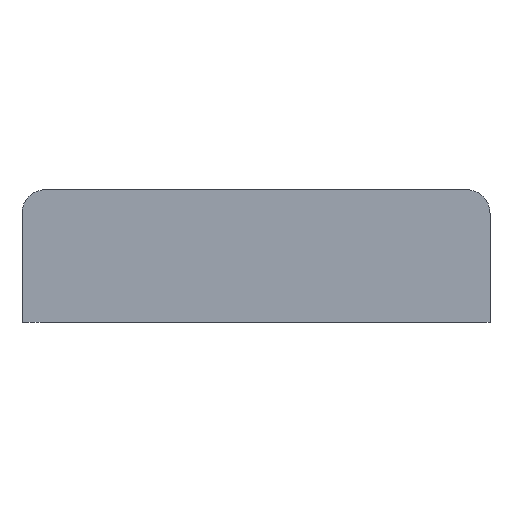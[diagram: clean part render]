
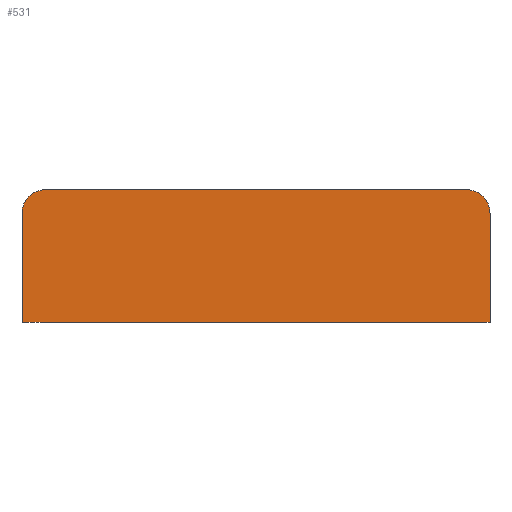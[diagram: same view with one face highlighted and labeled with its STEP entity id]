
A CAD part, front view. The second image highlights one B-rep face of the part: STEP entity #531.
In plain terms, the highlighted planar face has unit normal (0, -1, 0).
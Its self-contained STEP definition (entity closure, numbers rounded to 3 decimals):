
#33=PLANE('',#577);
#57=FACE_OUTER_BOUND('',#85,.T.);
#85=EDGE_LOOP('',(#492,#493,#494,#495,#496,#497));
#99=LINE('',#766,#157);
#123=LINE('',#820,#181);
#142=LINE('',#872,#200);
#143=LINE('',#874,#201);
#157=VECTOR('',#609,60.);
#181=VECTOR('',#651,54.);
#200=VECTOR('',#718,14.);
#201=VECTOR('',#721,14.);
#209=CIRCLE('',#547,3.);
#212=CIRCLE('',#553,3.);
#238=VERTEX_POINT('',#763);
#239=VERTEX_POINT('',#765);
#242=VERTEX_POINT('',#777);
#243=VERTEX_POINT('',#778);
#260=VERTEX_POINT('',#819);
#261=VERTEX_POINT('',#823);
#289=EDGE_CURVE('',#238,#239,#99,.T.);
#295=EDGE_CURVE('',#242,#243,#209,.T.);
#317=EDGE_CURVE('',#243,#260,#123,.T.);
#319=EDGE_CURVE('',#260,#261,#212,.T.);
#344=EDGE_CURVE('',#242,#239,#142,.T.);
#345=EDGE_CURVE('',#261,#238,#143,.T.);
#492=ORIENTED_EDGE('',*,*,#295,.F.);
#493=ORIENTED_EDGE('',*,*,#344,.T.);
#494=ORIENTED_EDGE('',*,*,#289,.F.);
#495=ORIENTED_EDGE('',*,*,#345,.F.);
#496=ORIENTED_EDGE('',*,*,#319,.F.);
#497=ORIENTED_EDGE('',*,*,#317,.F.);
#531=ADVANCED_FACE('',(#57),#33,.T.);
#547=AXIS2_PLACEMENT_3D('',#779,#622,#623);
#553=AXIS2_PLACEMENT_3D('',#824,#655,#656);
#577=AXIS2_PLACEMENT_3D('',#875,#722,#723);
#609=DIRECTION('',(-1.,0.,0.));
#622=DIRECTION('center_axis',(0.,1.,0.));
#623=DIRECTION('ref_axis',(-0.707,0.,0.707));
#651=DIRECTION('',(1.,0.,0.));
#655=DIRECTION('center_axis',(0.,1.,0.));
#656=DIRECTION('ref_axis',(0.707,0.,0.707));
#718=DIRECTION('',(0.,0.,-1.));
#721=DIRECTION('',(0.,0.,-1.));
#722=DIRECTION('center_axis',(0.,-1.,0.));
#723=DIRECTION('ref_axis',(1.,0.,0.));
#763=CARTESIAN_POINT('',(30.,-9.25,-8.5));
#765=CARTESIAN_POINT('',(-30.,-9.25,-8.5));
#766=CARTESIAN_POINT('',(30.,-9.25,-8.5));
#777=CARTESIAN_POINT('',(-30.,-9.25,5.5));
#778=CARTESIAN_POINT('',(-27.,-9.25,8.5));
#779=CARTESIAN_POINT('Origin',(-27.,-9.25,5.5));
#819=CARTESIAN_POINT('',(27.,-9.25,8.5));
#820=CARTESIAN_POINT('',(30.,-9.25,8.5));
#823=CARTESIAN_POINT('',(30.,-9.25,5.5));
#824=CARTESIAN_POINT('Origin',(27.,-9.25,5.5));
#872=CARTESIAN_POINT('',(-30.,-9.25,0.));
#874=CARTESIAN_POINT('',(30.,-9.25,0.));
#875=CARTESIAN_POINT('Origin',(-30.,-9.25,0.));
